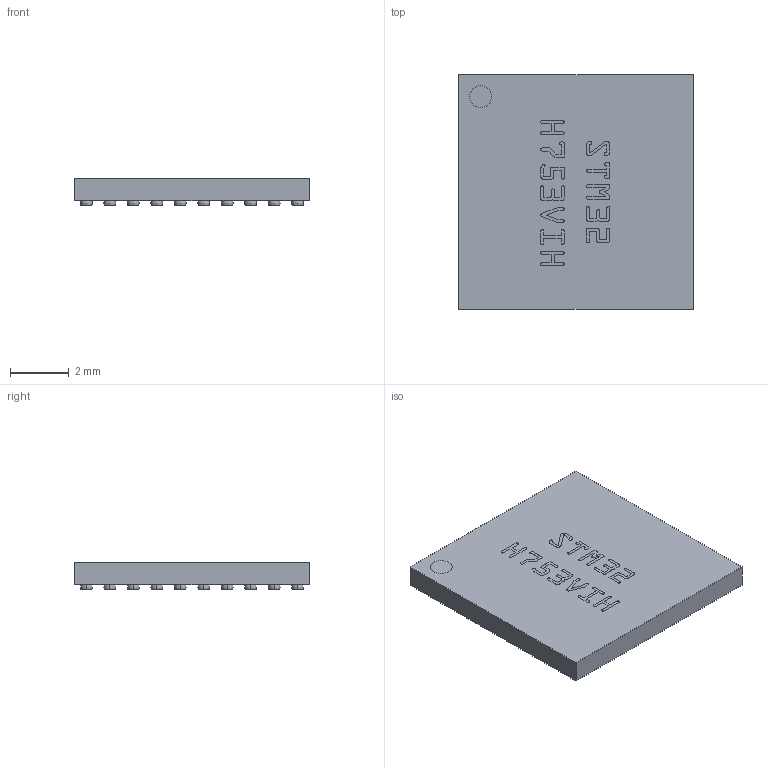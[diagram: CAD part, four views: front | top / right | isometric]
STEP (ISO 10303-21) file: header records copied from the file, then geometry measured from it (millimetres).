
FILE_DESCRIPTION (( 'STEP AP214' ), '1' );
FILE_NAME ('STM32H753VIH.STEP', '2023-06-22T11:46:55', ( '' ), ( '' ), 'SwSTEP 2.0', 'SolidWorks 2018', '' );
FILE_SCHEMA (( 'AUTOMOTIVE_DESIGN' ));
Length unit declared in the file: millimetre
Products named in the file (1): STM32H753VIH
Bounding box: 8 x 8 x 0.91 mm (x, y, z)
Volume: 50.4 mm3; surface area: 171.2 mm2
Topology: 1 solids, 1 shells, 535 faces, 1760 edges, 1140 vertices
Faces by surface type: plane 229, sphere 200, bspline 104, cylinder 2
Entity records: 24872 total; most frequent: CARTESIAN_POINT 6732, DIRECTION 2520, ORIENTED_EDGE 2520, EDGE_CURVE 1260, AXIS2_PLACEMENT_3D 1036, VERTEX_POINT 840, EDGE_LOOP 648, CIRCLE 604
